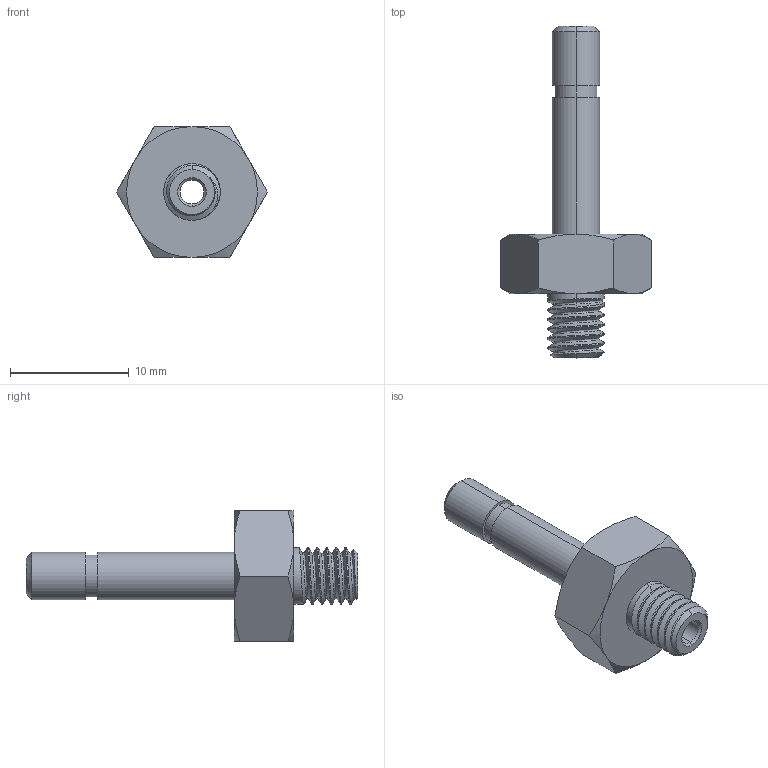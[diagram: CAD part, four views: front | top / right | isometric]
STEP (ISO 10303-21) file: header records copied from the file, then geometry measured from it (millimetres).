
FILE_DESCRIPTION (( 'STEP AP214' ), '1' );
FILE_NAME ('TAS5-32-10-32.STEP', '2018-07-30T19:37:20', ( '' ), ( '' ), 'SwSTEP 2.0', 'SolidWorks 2016', '' );
FILE_SCHEMA (( 'AUTOMOTIVE_DESIGN' ));
Length unit declared in the file: millimetre
Products named in the file (1): TAS5-32-10-32
Bounding box: 12.7 x 27.9 x 11 mm (x, y, z)
Volume: 727.7 mm3; surface area: 887.1 mm2
Topology: 1 solids, 1 shells, 58 faces, 134 edges, 82 vertices
Faces by surface type: cone 20, cylinder 20, plane 12, bspline 6
Entity records: 3780 total; most frequent: CARTESIAN_POINT 1926, ORIENTED_EDGE 268, DIRECTION 218, EDGE_CURVE 134, AXIS2_PLACEMENT_3D 92, VERTEX_POINT 82, EDGE_LOOP 64, UNCERTAINTY_MEASURE_WITH_UNIT 61
